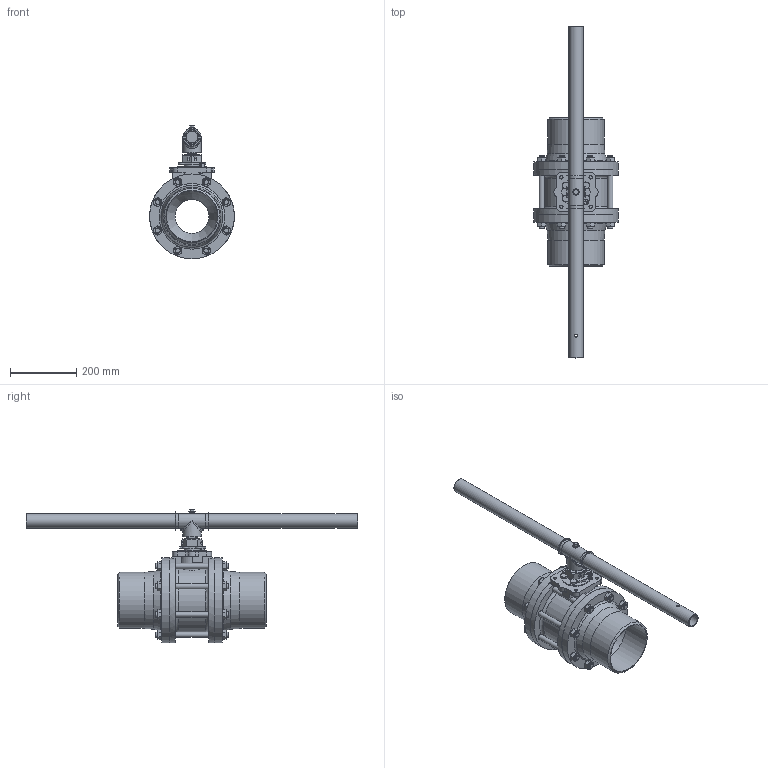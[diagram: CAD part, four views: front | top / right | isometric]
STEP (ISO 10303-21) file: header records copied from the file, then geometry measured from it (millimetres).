
FILE_DESCRIPTION(('FreeCAD Model'),'2;1');
FILE_NAME('Open CASCADE Shape Model','2021-08-23T10:47:38',('Author'),( ''),'Open CASCADE STEP processor 7.5','FreeCAD','Unknown');
FILE_SCHEMA(('AUTOMOTIVE_DESIGN { 1 0 10303 214 1 1 1 1 }'));
Length unit declared in the file: millimetre
Products named in the file (1): GA-A459-60-XB_-W-A-1_Long
Bounding box: 256 x 1002 x 403.17 mm (x, y, z)
Volume: 8724806.5 mm3; surface area: 1215805.2 mm2
Topology: 35 solids, 36 shells, 711 faces, 1658 edges, 1007 vertices
Faces by surface type: plane 283, cone 247, cylinder 154, bspline 15, torus 12
Full cylindrical faces by diameter (mm): 2 x2, 4.032 x2, 6.647 x1, 8 x1, 8.376 x1, 8.5 x1, 8.6 x1, 9 x4, 10 x1, 10.106 x4, 13.835 x16, 16 x8, 17 x32, 18 x2, 33.835 x1, 35.5 x1, 42.5 x1, 43.25 x1, 44.5 x1, 46.58 x1, 55 x2, 102.25 x3, 154.075 x2, 169.227 x2, 202 x2, 256 x4
Entity records: 59425 total; most frequent: CARTESIAN_POINT 29235, DIRECTION 5062, ORIENTED_EDGE 3272, PCURVE 3272, DEFINITIONAL_REPRESENTATION 3272, LINE 2251, VECTOR 2251, EDGE_CURVE 1636
